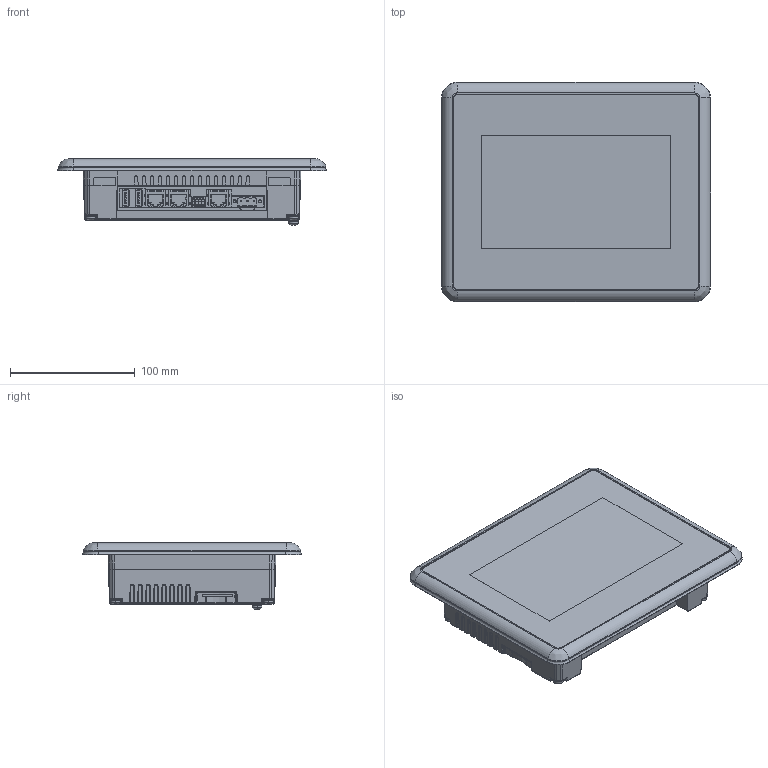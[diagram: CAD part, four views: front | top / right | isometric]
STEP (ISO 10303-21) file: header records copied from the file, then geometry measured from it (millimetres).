
FILE_DESCRIPTION(('STEP AP214'),'2;1');
FILE_NAME('eX707FB - solido MT 2018-09-20.stp','2018-09-20T10:28:58',(''),(''),'2009.3.110','THINKDESIGN','');
FILE_SCHEMA(('AUTOMOTIVE_DESIGN'));
Products named in the file (1): None
Bounding box: 216.2 x 176.2 x 53.44 mm (x, y, z)
Volume: 1197417 mm3; surface area: 117236.7 mm2
Topology: 1 solids, 1 shells, 4370 faces, 11180 edges, 6898 vertices
Faces by surface type: plane 2774, cylinder 826, bspline 770
Entity records: 211791 total; most frequent: CARTESIAN_POINT 74218, ORIENTED_EDGE 22204, DIRECTION 17220, EDGE_CURVE 11102, VECTOR 8228, LINE 8228, VERTEX_POINT 6898, EDGE_LOOP 4580
